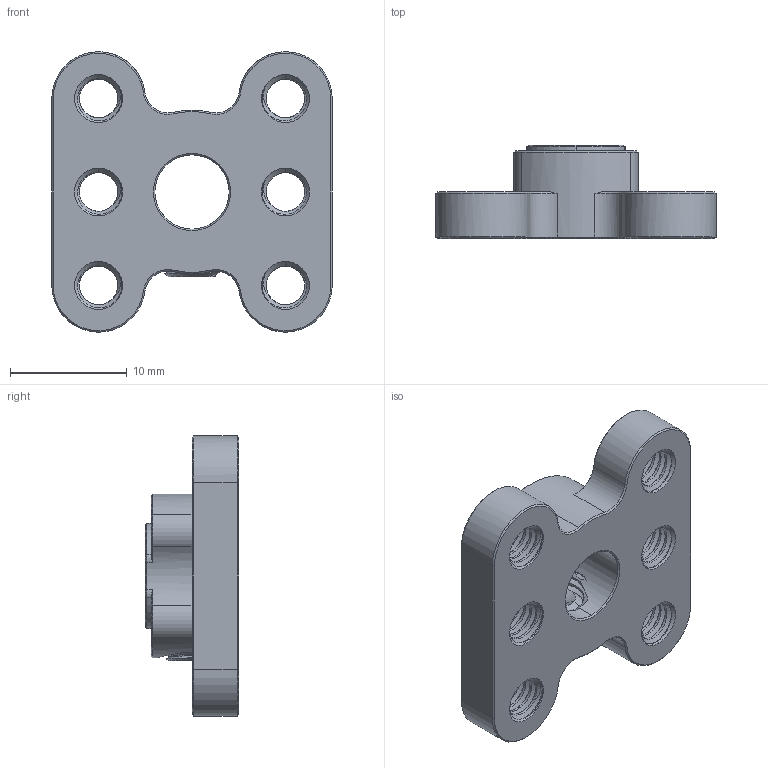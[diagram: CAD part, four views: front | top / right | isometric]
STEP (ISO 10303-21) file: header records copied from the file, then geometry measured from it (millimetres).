
FILE_DESCRIPTION (( 'STEP AP203' ), '1' );
FILE_NAME ('1314-0016-0250 assembly.STEP', '2022-12-08T19:18:21', ( '' ), ( '' ), 'SwSTEP 2.0', 'SolidWorks 2016', '' );
FILE_SCHEMA (( 'CONFIG_CONTROL_DESIGN' ));
Length unit declared in the file: millimetre
Products named in the file (3): 2806-0005-0004_91390A117; 1314-0016-0250; 1314-0016-0250 assembly
Assembly tree (2 placements, depth 2):
  1314-0016-0250 assembly
    1314-0016-0250
    2806-0005-0004_91390A117
Bounding box: 24 x 8 x 24 mm (x, y, z)
Volume: 1807 mm3; surface area: 2025.2 mm2
Topology: 2 solids, 2 shells, 337 faces, 939 edges, 602 vertices
Faces by surface type: cylinder 199, cone 91, plane 25, bspline 22
Entity records: 29364 total; most frequent: CARTESIAN_POINT 21568, ORIENTED_EDGE 1870, DIRECTION 1321, EDGE_CURVE 935, VERTEX_POINT 602, AXIS2_PLACEMENT_3D 512, EDGE_LOOP 353, FACE_OUTER_BOUND 337
